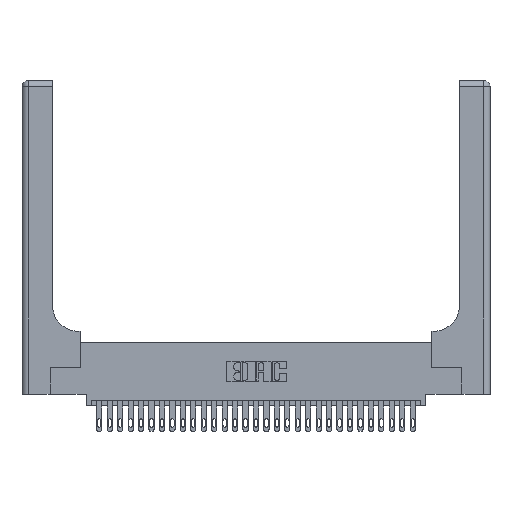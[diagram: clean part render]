
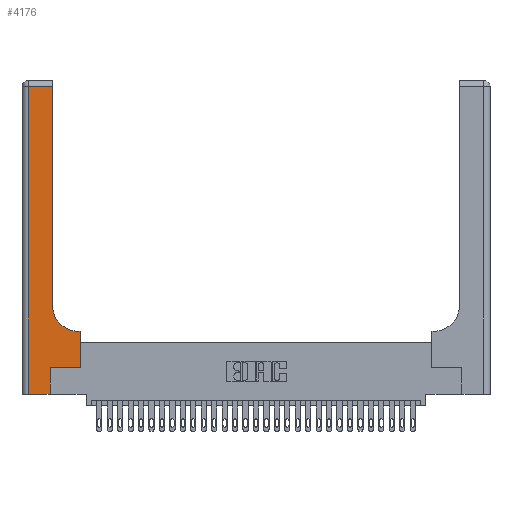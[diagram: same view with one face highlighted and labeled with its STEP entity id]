
A CAD part, top view. The second image highlights one B-rep face of the part: STEP entity #4176.
In plain terms, the highlighted planar face has unit normal (0, 0, 1).
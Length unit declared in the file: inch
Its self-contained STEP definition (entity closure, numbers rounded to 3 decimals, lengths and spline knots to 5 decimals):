
#3 = ORIENTED_EDGE ( 'NONE', *, *, #26398, .T. ) ;
#986 = ORIENTED_EDGE ( 'NONE', *, *, #21245, .T. ) ;
#1000 = CARTESIAN_POINT ( 'NONE',  ( 0., 0., 0.37 ) ) ;
#1679 = CARTESIAN_POINT ( 'NONE',  ( 0.2915, 3., 0.37 ) ) ;
#1931 = DIRECTION ( 'NONE',  ( 0., 1., 0. ) ) ;
#1989 = VERTEX_POINT ( 'NONE', #13102 ) ;
#2414 = LINE ( 'NONE', #20109, #30595 ) ;
#2662 = VERTEX_POINT ( 'NONE', #7454 ) ;
#2975 = CARTESIAN_POINT ( 'NONE',  ( 0.2915, 0.6, 0.37 ) ) ;
#3342 = VECTOR ( 'NONE', #1931, 39.37008 ) ;
#3491 = LINE ( 'NONE', #1679, #30520 ) ;
#4115 = EDGE_CURVE ( 'NONE', #27120, #6537, #22856, .T. ) ;
#4176 = ADVANCED_FACE ( 'NONE', ( #10063 ), #17992, .F. ) ;
#4322 = DIRECTION ( 'NONE',  ( 0., 1., 0. ) ) ;
#4485 = VECTOR ( 'NONE', #5595, 39.37008 ) ;
#5226 = LINE ( 'NONE', #15218, #24396 ) ;
#5595 = DIRECTION ( 'NONE',  ( -1., 0., 0. ) ) ;
#6466 = EDGE_CURVE ( 'NONE', #11508, #2662, #2414, .T. ) ;
#6537 = VERTEX_POINT ( 'NONE', #16854 ) ;
#6540 = EDGE_LOOP ( 'NONE', ( #986, #20866, #15898, #27257, #3, #28405, #10401, #22472, #16495 ) ) ;
#7454 = CARTESIAN_POINT ( 'NONE',  ( 0.5585, 0.25, 0.37 ) ) ;
#7572 = VERTEX_POINT ( 'NONE', #28203 ) ;
#8805 = EDGE_CURVE ( 'NONE', #1989, #7572, #19984, .T. ) ;
#9005 = CARTESIAN_POINT ( 'NONE',  ( 0.06, 2.94, 0.37 ) ) ;
#9719 = EDGE_CURVE ( 'NONE', #2662, #19618, #21765, .T. ) ;
#10063 = FACE_OUTER_BOUND ( 'NONE', #6540, .T. ) ;
#10401 = ORIENTED_EDGE ( 'NONE', *, *, #9719, .T. ) ;
#10835 = CARTESIAN_POINT ( 'NONE',  ( 0., 3., 0.37 ) ) ;
#10958 = DIRECTION ( 'NONE',  ( 1., 0., 0. ) ) ;
#11393 = VECTOR ( 'NONE', #24864, 39.37008 ) ;
#11508 = VERTEX_POINT ( 'NONE', #14820 ) ;
#13102 = CARTESIAN_POINT ( 'NONE',  ( 0.06, 0., 0.37 ) ) ;
#13720 = EDGE_CURVE ( 'NONE', #16398, #1989, #5226, .T. ) ;
#13752 = DIRECTION ( 'NONE',  ( 1., 0., 0. ) ) ;
#14147 = CARTESIAN_POINT ( 'NONE',  ( 0.2915, 2.94, 0.37 ) ) ;
#14378 = EDGE_CURVE ( 'NONE', #19618, #27120, #28871, .T. ) ;
#14820 = CARTESIAN_POINT ( 'NONE',  ( 0.269, 0.25, 0.37 ) ) ;
#15218 = CARTESIAN_POINT ( 'NONE',  ( 0.06, 3., 0.37 ) ) ;
#15708 = CARTESIAN_POINT ( 'NONE',  ( 0.5415, 0.85, 0.37 ) ) ;
#15898 = ORIENTED_EDGE ( 'NONE', *, *, #13720, .T. ) ;
#16398 = VERTEX_POINT ( 'NONE', #9005 ) ;
#16495 = ORIENTED_EDGE ( 'NONE', *, *, #4115, .T. ) ;
#16854 = CARTESIAN_POINT ( 'NONE',  ( 0.2915, 0.85, 0.37 ) ) ;
#17639 = DIRECTION ( 'NONE',  ( 0., -1., 0. ) ) ;
#17911 = EDGE_CURVE ( 'NONE', #23014, #16398, #19158, .T. ) ;
#17992 = PLANE ( 'NONE',  #28485 ) ;
#19158 = LINE ( 'NONE', #30243, #28098 ) ;
#19618 = VERTEX_POINT ( 'NONE', #22615 ) ;
#19984 = LINE ( 'NONE', #1000, #25568 ) ;
#20109 = CARTESIAN_POINT ( 'NONE',  ( 0.269, 0.25, 0.37 ) ) ;
#20521 = DIRECTION ( 'NONE',  ( -1., 0., 0. ) ) ;
#20771 = DIRECTION ( 'NONE',  ( -1., 0., 0. ) ) ;
#20866 = ORIENTED_EDGE ( 'NONE', *, *, #17911, .T. ) ;
#21245 = EDGE_CURVE ( 'NONE', #6537, #23014, #3491, .T. ) ;
#21765 = LINE ( 'NONE', #23490, #3342 ) ;
#22071 = DIRECTION ( 'NONE',  ( 1., 0., 0. ) ) ;
#22472 = ORIENTED_EDGE ( 'NONE', *, *, #14378, .T. ) ;
#22615 = CARTESIAN_POINT ( 'NONE',  ( 0.5585, 0.6, 0.37 ) ) ;
#22856 = CIRCLE ( 'NONE', #25850, 0.25 ) ;
#22900 = CARTESIAN_POINT ( 'NONE',  ( 0.269, 0., 0.37 ) ) ;
#23014 = VERTEX_POINT ( 'NONE', #14147 ) ;
#23392 = LINE ( 'NONE', #22900, #11393 ) ;
#23490 = CARTESIAN_POINT ( 'NONE',  ( 0.5585, 0.25, 0.37 ) ) ;
#24396 = VECTOR ( 'NONE', #17639, 39.37008 ) ;
#24864 = DIRECTION ( 'NONE',  ( 0., 1., 0. ) ) ;
#25568 = VECTOR ( 'NONE', #13752, 39.37008 ) ;
#25850 = AXIS2_PLACEMENT_3D ( 'NONE', #15708, #30319, #10958 ) ;
#26398 = EDGE_CURVE ( 'NONE', #7572, #11508, #23392, .T. ) ;
#27120 = VERTEX_POINT ( 'NONE', #27621 ) ;
#27257 = ORIENTED_EDGE ( 'NONE', *, *, #8805, .T. ) ;
#27565 = DIRECTION ( 'NONE',  ( 0., 0., -1. ) ) ;
#27621 = CARTESIAN_POINT ( 'NONE',  ( 0.5415, 0.6, 0.37 ) ) ;
#28098 = VECTOR ( 'NONE', #20521, 39.37008 ) ;
#28203 = CARTESIAN_POINT ( 'NONE',  ( 0.269, 0., 0.37 ) ) ;
#28405 = ORIENTED_EDGE ( 'NONE', *, *, #6466, .T. ) ;
#28485 = AXIS2_PLACEMENT_3D ( 'NONE', #10835, #27565, #20771 ) ;
#28871 = LINE ( 'NONE', #2975, #4485 ) ;
#30243 = CARTESIAN_POINT ( 'NONE',  ( 0., 2.94, 0.37 ) ) ;
#30319 = DIRECTION ( 'NONE',  ( 0., 0., -1. ) ) ;
#30520 = VECTOR ( 'NONE', #4322, 39.37008 ) ;
#30595 = VECTOR ( 'NONE', #22071, 39.37008 ) ;
